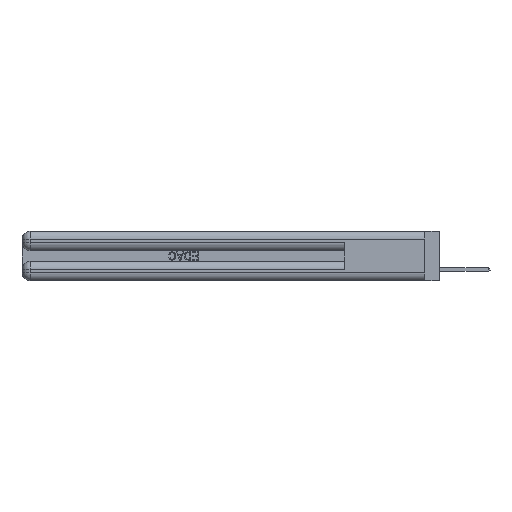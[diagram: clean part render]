
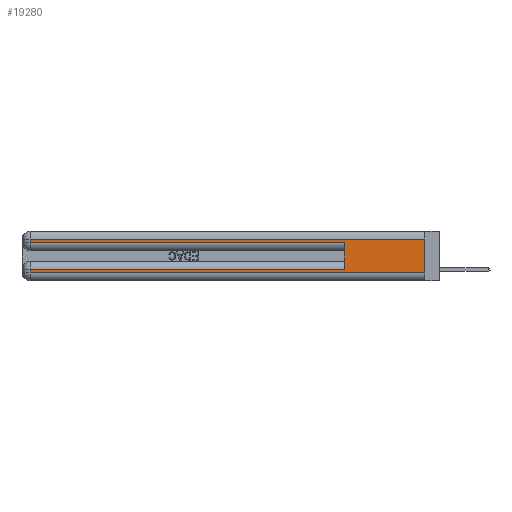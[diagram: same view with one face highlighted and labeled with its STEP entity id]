
A CAD part, left-side view. The second image highlights one B-rep face of the part: STEP entity #19280.
In plain terms, the highlighted planar face has unit normal (-1, 0, 0).
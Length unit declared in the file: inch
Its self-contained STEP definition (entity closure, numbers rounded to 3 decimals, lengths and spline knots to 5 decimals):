
#232 = VERTEX_POINT ( 'NONE', #23435 ) ;
#646 = EDGE_CURVE ( 'NONE', #10482, #32207, #45557, .T. ) ;
#2775 = CARTESIAN_POINT ( 'NONE',  ( 0., 0., 0.31 ) ) ;
#3582 = ORIENTED_EDGE ( 'NONE', *, *, #646, .T. ) ;
#3831 = CARTESIAN_POINT ( 'NONE',  ( 0., 0., 0.31 ) ) ;
#4288 = DIRECTION ( 'NONE',  ( 0., 1., 0. ) ) ;
#5613 = CARTESIAN_POINT ( 'NONE',  ( 0., 2.94, 0.37 ) ) ;
#6165 = CARTESIAN_POINT ( 'NONE',  ( 0., 0., 0.085 ) ) ;
#6579 = VECTOR ( 'NONE', #26910, 39.37008 ) ;
#8786 = CARTESIAN_POINT ( 'NONE',  ( 0., 0.6, 0.145 ) ) ;
#9965 = VECTOR ( 'NONE', #38691, 39.37008 ) ;
#10172 = VERTEX_POINT ( 'NONE', #10434 ) ;
#10434 = CARTESIAN_POINT ( 'NONE',  ( 0., 0.6, 0.285 ) ) ;
#10482 = VERTEX_POINT ( 'NONE', #39996 ) ;
#10955 = ORIENTED_EDGE ( 'NONE', *, *, #21821, .T. ) ;
#11168 = VERTEX_POINT ( 'NONE', #41185 ) ;
#11412 = CARTESIAN_POINT ( 'NONE',  ( 0., 0., 0.37 ) ) ;
#12360 = VERTEX_POINT ( 'NONE', #2775 ) ;
#12596 = ORIENTED_EDGE ( 'NONE', *, *, #37833, .F. ) ;
#12794 = VERTEX_POINT ( 'NONE', #29802 ) ;
#13600 = CARTESIAN_POINT ( 'NONE',  ( 0., 2.94, 0.085 ) ) ;
#13810 = CARTESIAN_POINT ( 'NONE',  ( 0., 0., 0.06 ) ) ;
#14131 = ORIENTED_EDGE ( 'NONE', *, *, #46508, .T. ) ;
#14436 = VECTOR ( 'NONE', #24495, 39.37008 ) ;
#15653 = DIRECTION ( 'NONE',  ( 1., 0., 0. ) ) ;
#15960 = VECTOR ( 'NONE', #4288, 39.37008 ) ;
#18543 = LINE ( 'NONE', #22129, #20867 ) ;
#18785 = DIRECTION ( 'NONE',  ( 0., -1., 0. ) ) ;
#19280 = ADVANCED_FACE ( 'NONE', ( #35781 ), #21606, .F. ) ;
#20867 = VECTOR ( 'NONE', #22556, 39.37008 ) ;
#21496 = CARTESIAN_POINT ( 'NONE',  ( 0., 0., 0.37 ) ) ;
#21606 = PLANE ( 'NONE',  #46197 ) ;
#21821 = EDGE_CURVE ( 'NONE', #11168, #44938, #18543, .T. ) ;
#22129 = CARTESIAN_POINT ( 'NONE',  ( 0., 0., 0.06 ) ) ;
#22173 = LINE ( 'NONE', #29483, #34635 ) ;
#22556 = DIRECTION ( 'NONE',  ( 0., -1., 0. ) ) ;
#23317 = LINE ( 'NONE', #3831, #15960 ) ;
#23435 = CARTESIAN_POINT ( 'NONE',  ( 0., 2.94, 0.31 ) ) ;
#24495 = DIRECTION ( 'NONE',  ( 0., 0., -1. ) ) ;
#24623 = LINE ( 'NONE', #21496, #14436 ) ;
#26910 = DIRECTION ( 'NONE',  ( 0., 0., -1. ) ) ;
#28650 = LINE ( 'NONE', #5613, #6579 ) ;
#28664 = EDGE_CURVE ( 'NONE', #10482, #10172, #39690, .T. ) ;
#29483 = CARTESIAN_POINT ( 'NONE',  ( 0., 2.94, 0.37 ) ) ;
#29802 = CARTESIAN_POINT ( 'NONE',  ( 0., 2.94, 0.285 ) ) ;
#29970 = LINE ( 'NONE', #36784, #43029 ) ;
#31680 = ORIENTED_EDGE ( 'NONE', *, *, #35687, .T. ) ;
#32207 = VERTEX_POINT ( 'NONE', #13600 ) ;
#33137 = DIRECTION ( 'NONE',  ( 0., 0., -1. ) ) ;
#34422 = DIRECTION ( 'NONE',  ( 0., 0., -1. ) ) ;
#34635 = VECTOR ( 'NONE', #33137, 39.37008 ) ;
#35687 = EDGE_CURVE ( 'NONE', #12794, #10172, #29970, .T. ) ;
#35781 = FACE_OUTER_BOUND ( 'NONE', #43152, .T. ) ;
#36784 = CARTESIAN_POINT ( 'NONE',  ( 0., 0., 0.285 ) ) ;
#36960 = ORIENTED_EDGE ( 'NONE', *, *, #43609, .T. ) ;
#37833 = EDGE_CURVE ( 'NONE', #12360, #44938, #24623, .T. ) ;
#38691 = DIRECTION ( 'NONE',  ( 0., 1., 0. ) ) ;
#39445 = EDGE_CURVE ( 'NONE', #32207, #11168, #22173, .T. ) ;
#39690 = LINE ( 'NONE', #8786, #44730 ) ;
#39996 = CARTESIAN_POINT ( 'NONE',  ( 0., 0.6, 0.085 ) ) ;
#41185 = CARTESIAN_POINT ( 'NONE',  ( 0., 2.94, 0.06 ) ) ;
#41280 = DIRECTION ( 'NONE',  ( 0., 0., 1. ) ) ;
#43029 = VECTOR ( 'NONE', #18785, 39.37008 ) ;
#43152 = EDGE_LOOP ( 'NONE', ( #12596, #14131, #36960, #31680, #43771, #3582, #45313, #10955 ) ) ;
#43609 = EDGE_CURVE ( 'NONE', #232, #12794, #28650, .T. ) ;
#43771 = ORIENTED_EDGE ( 'NONE', *, *, #28664, .F. ) ;
#44730 = VECTOR ( 'NONE', #41280, 39.37008 ) ;
#44938 = VERTEX_POINT ( 'NONE', #13810 ) ;
#45313 = ORIENTED_EDGE ( 'NONE', *, *, #39445, .T. ) ;
#45557 = LINE ( 'NONE', #6165, #9965 ) ;
#46197 = AXIS2_PLACEMENT_3D ( 'NONE', #11412, #15653, #34422 ) ;
#46508 = EDGE_CURVE ( 'NONE', #12360, #232, #23317, .T. ) ;
